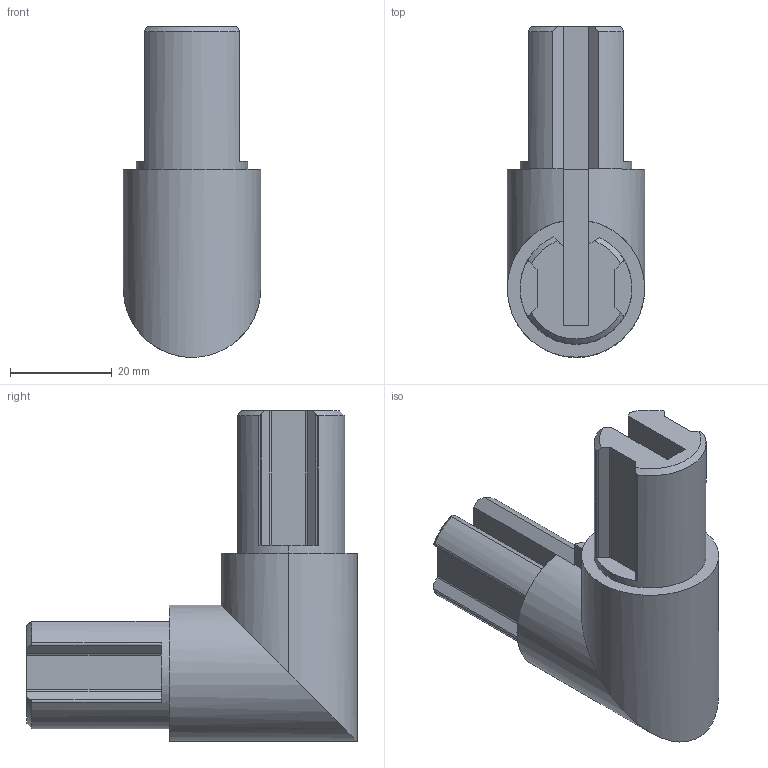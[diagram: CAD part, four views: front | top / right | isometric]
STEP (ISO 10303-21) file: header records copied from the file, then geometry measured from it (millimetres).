
FILE_DESCRIPTION (( 'STEP AP203' ), '1' );
FILE_NAME ('55321-240.STEP', '2016-03-24T13:24:16', ( '' ), ( '' ), 'SwSTEP 2.0', 'SolidWorks 2015', '' );
FILE_SCHEMA (( 'CONFIG_CONTROL_DESIGN' ));
Length unit declared in the file: millimetre
Products named in the file (1): 55321-240
Bounding box: 27 x 65 x 65 mm (x, y, z)
Volume: 35446.8 mm3; surface area: 12542.3 mm2
Topology: 1 solids, 1 shells, 290 faces, 794 edges, 528 vertices
Faces by surface type: plane 158, bspline 99, cylinder 27, cone 6
Entity records: 14551 total; most frequent: CARTESIAN_POINT 7797, ORIENTED_EDGE 1588, DIRECTION 1007, EDGE_CURVE 794, VERTEX_POINT 528, VECTOR 515, LINE 515, EDGE_LOOP 312
